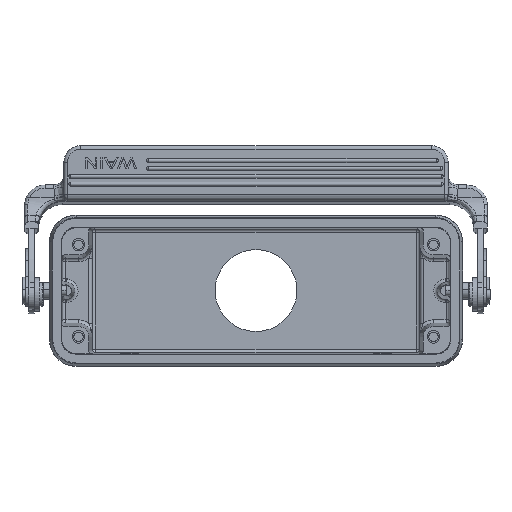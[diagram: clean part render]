
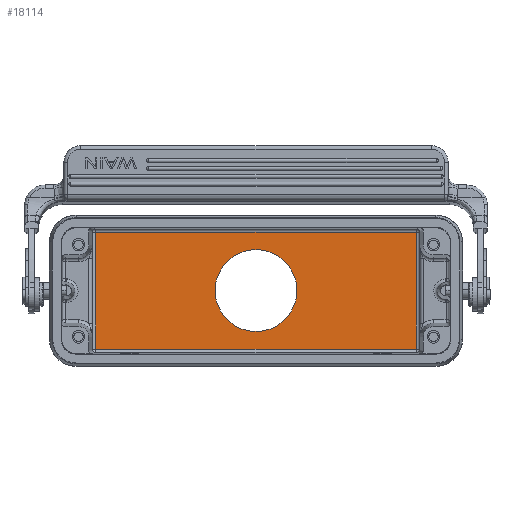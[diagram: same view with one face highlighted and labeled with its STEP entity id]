
A CAD part, front view. The second image highlights one B-rep face of the part: STEP entity #18114.
In plain terms, the highlighted planar face has unit normal (0, -1, 0).
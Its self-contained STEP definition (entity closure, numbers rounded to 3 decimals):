
#458=DIRECTION('',(0.,0.,-1.));
#459=VECTOR('',#458,34.27);
#460=CARTESIAN_POINT('',(-47.,52.,17.135));
#461=LINE('',#460,#459);
#466=CARTESIAN_POINT('',(0.,52.,0.049));
#467=DIRECTION('',(0.,-1.,0.));
#468=DIRECTION('',(1.,0.,0.));
#469=AXIS2_PLACEMENT_3D('',#466,#467,#468);
#471=CARTESIAN_POINT('',(0.,52.,0.049));
#472=DIRECTION('',(0.,-1.,0.));
#473=DIRECTION('',(-1.,0.,0.));
#474=AXIS2_PLACEMENT_3D('',#471,#472,#473);
#480=DIRECTION('',(-1.,0.,0.));
#481=VECTOR('',#480,94.);
#482=CARTESIAN_POINT('',(47.,52.,17.135));
#483=LINE('',#482,#481);
#1482=DIRECTION('',(1.,0.,0.));
#1483=VECTOR('',#1482,94.);
#1484=CARTESIAN_POINT('',(-47.,52.,-17.135));
#1485=LINE('',#1484,#1483);
#1509=DIRECTION('',(0.,0.,1.));
#1510=VECTOR('',#1509,34.27);
#1511=CARTESIAN_POINT('',(47.,52.,-17.135));
#1512=LINE('',#1511,#1510);
#16096=CARTESIAN_POINT('',(-47.,52.,17.135));
#16097=VERTEX_POINT('',#16096);
#16098=CARTESIAN_POINT('',(-47.,52.,-17.135));
#16099=VERTEX_POINT('',#16098);
#16102=CARTESIAN_POINT('',(47.,52.,17.135));
#16103=VERTEX_POINT('',#16102);
#16104=CARTESIAN_POINT('',(47.,52.,-17.135));
#16105=VERTEX_POINT('',#16104);
#16106=CARTESIAN_POINT('',(12.,52.,0.049));
#16107=CARTESIAN_POINT('',(-12.,52.,0.049));
#16108=VERTEX_POINT('',#16106);
#16109=VERTEX_POINT('',#16107);
#18094=CARTESIAN_POINT('',(57.,52.,-18.5));
#18095=DIRECTION('',(0.,1.,0.));
#18096=DIRECTION('',(1.,0.,0.));
#18097=AXIS2_PLACEMENT_3D('',#18094,#18095,#18096);
#18098=PLANE('',#18097);
#18099=ORIENTED_EDGE('',*,*,#18085,.F.);
#18101=ORIENTED_EDGE('',*,*,#18100,.F.);
#18103=ORIENTED_EDGE('',*,*,#18102,.F.);
#18105=ORIENTED_EDGE('',*,*,#18104,.F.);
#18106=EDGE_LOOP('',(#18099,#18101,#18103,#18105));
#18107=FACE_OUTER_BOUND('',#18106,.F.);
#18109=ORIENTED_EDGE('',*,*,#18108,.T.);
#18111=ORIENTED_EDGE('',*,*,#18110,.T.);
#18112=EDGE_LOOP('',(#18109,#18111));
#18113=FACE_BOUND('',#18112,.F.);
#18114=ADVANCED_FACE('',(#18107,#18113),#18098,.F.);
#470=CIRCLE('',#469,12.);
#475=CIRCLE('',#474,12.);
#18085=EDGE_CURVE('',#16097,#16099,#461,.T.);
#18100=EDGE_CURVE('',#16103,#16097,#483,.T.);
#18102=EDGE_CURVE('',#16105,#16103,#1512,.T.);
#18104=EDGE_CURVE('',#16099,#16105,#1485,.T.);
#18108=EDGE_CURVE('',#16108,#16109,#470,.T.);
#18110=EDGE_CURVE('',#16109,#16108,#475,.T.);
